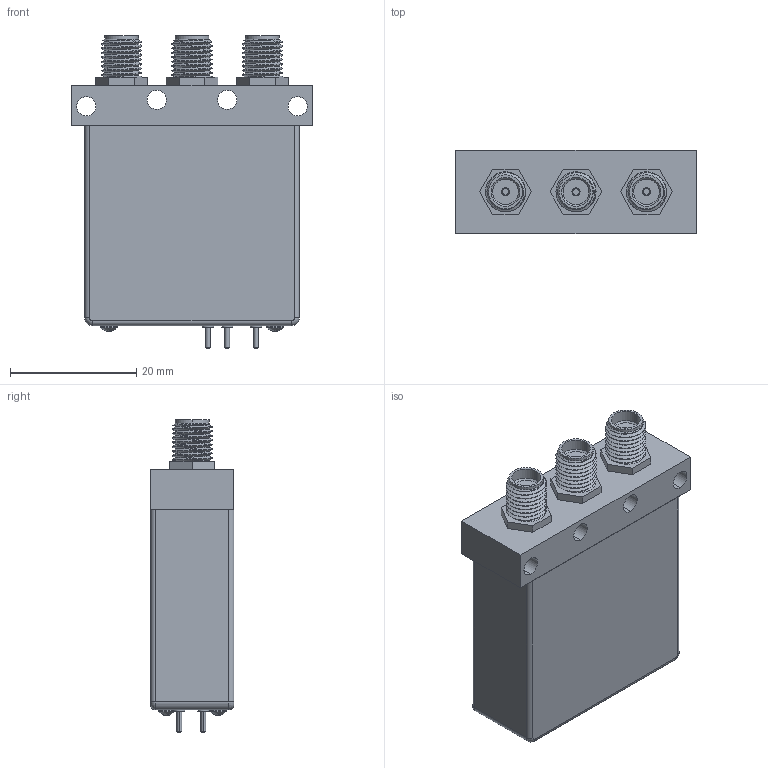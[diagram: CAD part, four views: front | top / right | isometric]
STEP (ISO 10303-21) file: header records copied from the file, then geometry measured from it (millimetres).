
FILE_DESCRIPTION (( 'STEP AP203' ), '1' );
FILE_NAME ('PE71S6054 - SEMS-4052-SPDT-SMA.step', '2018-10-11T15:12:36', ( '' ), ( '' ), 'SwSTEP 2.0', 'SolidWorks 2017', '' );
FILE_SCHEMA (( 'CONFIG_CONTROL_DESIGN' ));
Products named in the file (1): PE71S6054 - SEMS-4052-SPDT-SMA
Bounding box: 38.1 x 13.26 x 49.53 mm (x, y, z)
Volume: 17704.3 mm3; surface area: 8653.9 mm2
Topology: 5 solids, 5 shells, 1232 faces, 3255 edges, 2150 vertices
Faces by surface type: plane 630, bspline 298, cylinder 273, cone 27, torus 4
Entity records: 58375 total; most frequent: CARTESIAN_POINT 30060, ORIENTED_EDGE 6510, DIRECTION 4663, EDGE_CURVE 3255, VERTEX_POINT 2150, VECTOR 2035, LINE 2035, EDGE_LOOP 1357
